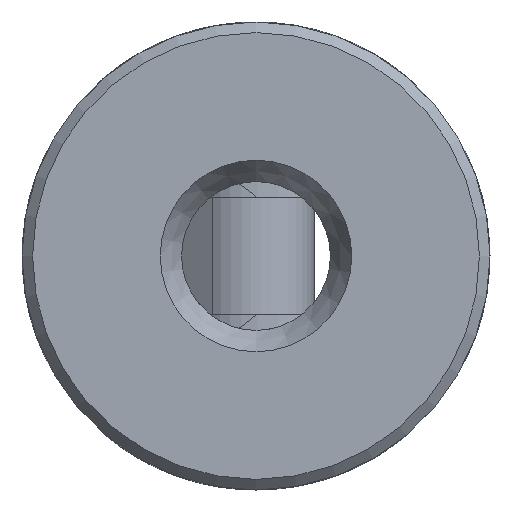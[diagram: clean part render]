
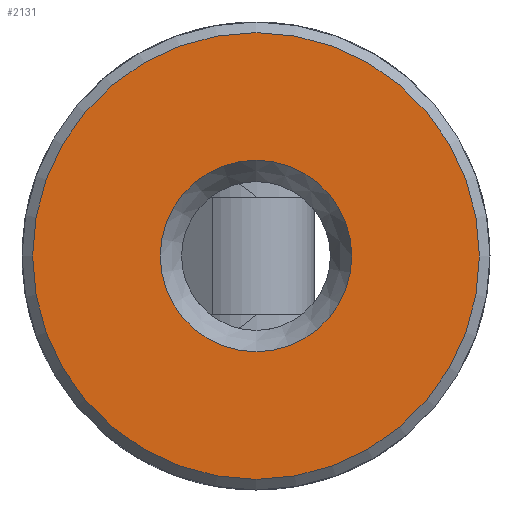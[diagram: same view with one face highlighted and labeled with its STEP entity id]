
A CAD part, left-side view. The second image highlights one B-rep face of the part: STEP entity #2131.
In plain terms, the highlighted planar face has unit normal (-1, 0, 0).
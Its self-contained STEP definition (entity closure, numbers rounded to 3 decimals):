
#286 = DIRECTION ( 'NONE',  ( 0., 0., -1. ) ) ;
#492 = ORIENTED_EDGE ( 'NONE', *, *, #1755, .F. ) ;
#712 = ORIENTED_EDGE ( 'NONE', *, *, #2154, .T. ) ;
#756 = VERTEX_POINT ( 'NONE', #4882 ) ;
#1231 = CARTESIAN_POINT ( 'NONE',  ( -80., 0., 0. ) ) ;
#1399 = EDGE_LOOP ( 'NONE', ( #492 ) ) ;
#1590 = DIRECTION ( 'NONE',  ( 1., 0., 0. ) ) ;
#1707 = VERTEX_POINT ( 'NONE', #2026 ) ;
#1755 = EDGE_CURVE ( 'NONE', #1707, #1707, #2978, .T. ) ;
#1866 = PLANE ( 'NONE',  #4995 ) ;
#2026 = CARTESIAN_POINT ( 'NONE',  ( -80., 0., -10.5 ) ) ;
#2131 = ADVANCED_FACE ( 'NONE', ( #2235, #4549 ), #1866, .T. ) ;
#2154 = EDGE_CURVE ( 'NONE', #756, #756, #4944, .T. ) ;
#2235 = FACE_BOUND ( 'NONE', #3648, .T. ) ;
#2246 = CARTESIAN_POINT ( 'NONE',  ( -80., 0., 0. ) ) ;
#2392 = DIRECTION ( 'NONE',  ( 0., 0., -1. ) ) ;
#2978 = CIRCLE ( 'NONE', #3385, 10.5 ) ;
#3069 = DIRECTION ( 'NONE',  ( -1., 0., 0. ) ) ;
#3101 = CARTESIAN_POINT ( 'NONE',  ( -80., 4.5, 0. ) ) ;
#3369 = AXIS2_PLACEMENT_3D ( 'NONE', #2246, #5070, #286 ) ;
#3385 = AXIS2_PLACEMENT_3D ( 'NONE', #1231, #1590, #2392 ) ;
#3648 = EDGE_LOOP ( 'NONE', ( #712 ) ) ;
#3890 = DIRECTION ( 'NONE',  ( 0., 0., 1. ) ) ;
#4549 = FACE_OUTER_BOUND ( 'NONE', #1399, .T. ) ;
#4882 = CARTESIAN_POINT ( 'NONE',  ( -80., 0., -4.5 ) ) ;
#4944 = CIRCLE ( 'NONE', #3369, 4.5 ) ;
#4995 = AXIS2_PLACEMENT_3D ( 'NONE', #3101, #3069, #3890 ) ;
#5070 = DIRECTION ( 'NONE',  ( 1., 0., 0. ) ) ;
